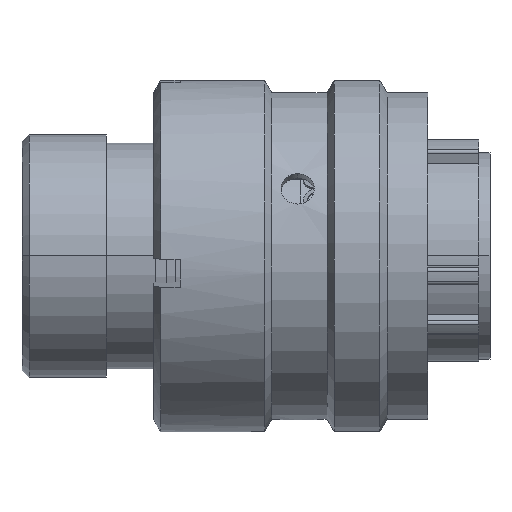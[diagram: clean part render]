
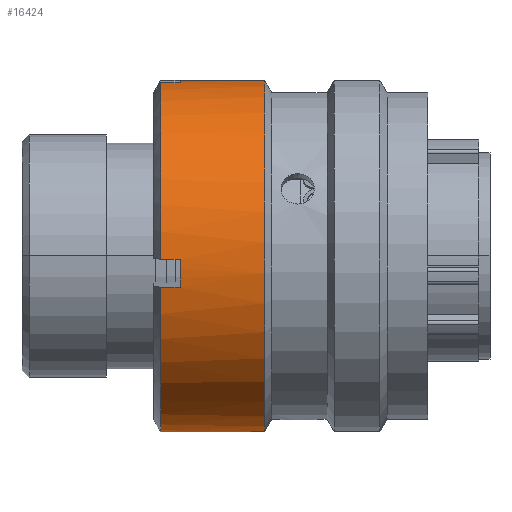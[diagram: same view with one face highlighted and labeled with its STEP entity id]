
A CAD part, top view. The second image highlights one B-rep face of the part: STEP entity #16424.
In plain terms, the highlighted cylindrical face has radius 12.55 mm (diameter 25.1 mm), a partial arc.
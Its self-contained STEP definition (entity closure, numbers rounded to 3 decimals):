
#530 = CARTESIAN_POINT ( 'NONE',  ( 11.278, -0.257, 12.547 ) ) ;
#776 = VERTEX_POINT ( 'NONE', #29028 ) ;
#892 = DIRECTION ( 'NONE',  ( 1., 0., 0. ) ) ;
#982 = EDGE_LOOP ( 'NONE', ( #7698, #22593, #15775, #21850, #23380, #27850, #10925, #30982, #44987, #30675, #34050, #26541 ) ) ;
#1269 = CIRCLE ( 'NONE', #6378, 12.55 ) ;
#1434 = DIRECTION ( 'NONE',  ( 1., 0., 0. ) ) ;
#2499 = DIRECTION ( 'NONE',  ( 0., 0.1, -0.995 ) ) ;
#3055 = DIRECTION ( 'NONE',  ( 1., 0., 0. ) ) ;
#5385 = CARTESIAN_POINT ( 'NONE',  ( 28.928, -12.487, -1.256 ) ) ;
#5691 = DIRECTION ( 'NONE',  ( 1., 0., 0. ) ) ;
#6378 = AXIS2_PLACEMENT_3D ( 'NONE', #26531, #3055, #30424 ) ;
#6519 = EDGE_CURVE ( 'NONE', #15897, #28945, #30957, .T. ) ;
#6839 = EDGE_CURVE ( 'NONE', #46788, #48810, #46935, .T. ) ;
#7129 = FACE_OUTER_BOUND ( 'NONE', #982, .T. ) ;
#7509 = CARTESIAN_POINT ( 'NONE',  ( 9.878, 12.347, 2.247 ) ) ;
#7642 = EDGE_CURVE ( 'NONE', #35615, #776, #10603, .T. ) ;
#7644 = CARTESIAN_POINT ( 'NONE',  ( 11.278, 12.347, 2.247 ) ) ;
#7698 = ORIENTED_EDGE ( 'NONE', *, *, #6519, .T. ) ;
#8871 = LINE ( 'NONE', #49985, #18134 ) ;
#9166 = CARTESIAN_POINT ( 'NONE',  ( 28.928, -2.247, 12.347 ) ) ;
#9500 = EDGE_CURVE ( 'NONE', #20916, #15897, #12850, .T. ) ;
#10050 = VERTEX_POINT ( 'NONE', #44310 ) ;
#10603 = CIRCLE ( 'NONE', #30563, 12.55 ) ;
#10925 = ORIENTED_EDGE ( 'NONE', *, *, #26372, .T. ) ;
#11770 = CARTESIAN_POINT ( 'NONE',  ( 28.928, -0.257, 12.547 ) ) ;
#12610 = CYLINDRICAL_SURFACE ( 'NONE', #27538, 12.55 ) ;
#12850 = LINE ( 'NONE', #20009, #42945 ) ;
#12973 = CARTESIAN_POINT ( 'NONE',  ( 28.928, 0., 0. ) ) ;
#13395 = DIRECTION ( 'NONE',  ( 1., 0., 0. ) ) ;
#14803 = VECTOR ( 'NONE', #1434, 1000. ) ;
#14820 = LINE ( 'NONE', #9166, #35650 ) ;
#14982 = EDGE_CURVE ( 'NONE', #37624, #10050, #25853, .T. ) ;
#15775 = ORIENTED_EDGE ( 'NONE', *, *, #7642, .F. ) ;
#15897 = VERTEX_POINT ( 'NONE', #19278 ) ;
#16424 = ADVANCED_FACE ( 'NONE', ( #7129 ), #12610, .T. ) ;
#16913 = DIRECTION ( 'NONE',  ( -1., 0., 0. ) ) ;
#18134 = VECTOR ( 'NONE', #34329, 1000. ) ;
#19161 = CARTESIAN_POINT ( 'NONE',  ( 11.278, -12.487, -1.256 ) ) ;
#19278 = CARTESIAN_POINT ( 'NONE',  ( 11.278, -12.547, -0.257 ) ) ;
#19436 = DIRECTION ( 'NONE',  ( 1., 0., 0. ) ) ;
#19610 = CARTESIAN_POINT ( 'NONE',  ( 9.878, 0., 0. ) ) ;
#20009 = CARTESIAN_POINT ( 'NONE',  ( 28.928, -12.547, -0.257 ) ) ;
#20705 = VERTEX_POINT ( 'NONE', #23096 ) ;
#20742 = VERTEX_POINT ( 'NONE', #7509 ) ;
#20916 = VERTEX_POINT ( 'NONE', #47820 ) ;
#21372 = EDGE_CURVE ( 'NONE', #26794, #20916, #50339, .T. ) ;
#21850 = ORIENTED_EDGE ( 'NONE', *, *, #24142, .F. ) ;
#22593 = ORIENTED_EDGE ( 'NONE', *, *, #47993, .T. ) ;
#23096 = CARTESIAN_POINT ( 'NONE',  ( 9.878, -0.257, 12.547 ) ) ;
#23380 = ORIENTED_EDGE ( 'NONE', *, *, #6839, .T. ) ;
#23524 = DIRECTION ( 'NONE',  ( 0., 0.995, 0.1 ) ) ;
#23561 = DIRECTION ( 'NONE',  ( 1., 0., 0. ) ) ;
#24142 = EDGE_CURVE ( 'NONE', #46788, #35615, #28600, .T. ) ;
#24355 = CARTESIAN_POINT ( 'NONE',  ( 11.278, 0., 0. ) ) ;
#25853 = CIRCLE ( 'NONE', #48828, 12.55 ) ;
#25972 = DIRECTION ( 'NONE',  ( 1., 0., 0. ) ) ;
#26372 = EDGE_CURVE ( 'NONE', #20742, #20705, #1269, .T. ) ;
#26531 = CARTESIAN_POINT ( 'NONE',  ( 9.878, 0., 0. ) ) ;
#26541 = ORIENTED_EDGE ( 'NONE', *, *, #9500, .T. ) ;
#26794 = VERTEX_POINT ( 'NONE', #41428 ) ;
#27538 = AXIS2_PLACEMENT_3D ( 'NONE', #12973, #32328, #32683 ) ;
#27725 = CARTESIAN_POINT ( 'NONE',  ( 11.278, 12.487, 1.256 ) ) ;
#27850 = ORIENTED_EDGE ( 'NONE', *, *, #38457, .T. ) ;
#28315 = DIRECTION ( 'NONE',  ( 0., -0.1, 0.995 ) ) ;
#28600 = LINE ( 'NONE', #33094, #39031 ) ;
#28945 = VERTEX_POINT ( 'NONE', #19161 ) ;
#29028 = CARTESIAN_POINT ( 'NONE',  ( 17.298, -12.487, -1.256 ) ) ;
#30424 = DIRECTION ( 'NONE',  ( 0., 0.995, 0.1 ) ) ;
#30563 = AXIS2_PLACEMENT_3D ( 'NONE', #36863, #13395, #40846 ) ;
#30675 = ORIENTED_EDGE ( 'NONE', *, *, #43329, .T. ) ;
#30957 = CIRCLE ( 'NONE', #38413, 12.55 ) ;
#30982 = ORIENTED_EDGE ( 'NONE', *, *, #32304, .T. ) ;
#32304 = EDGE_CURVE ( 'NONE', #20705, #37624, #44551, .T. ) ;
#32328 = DIRECTION ( 'NONE',  ( 1., 0., 0. ) ) ;
#32683 = DIRECTION ( 'NONE',  ( 0., 0.995, 0.1 ) ) ;
#33094 = CARTESIAN_POINT ( 'NONE',  ( 28.928, 12.487, 1.256 ) ) ;
#34050 = ORIENTED_EDGE ( 'NONE', *, *, #21372, .T. ) ;
#34058 = VECTOR ( 'NONE', #23561, 1000. ) ;
#34329 = DIRECTION ( 'NONE',  ( -1., 0., 0. ) ) ;
#35615 = VERTEX_POINT ( 'NONE', #46138 ) ;
#35650 = VECTOR ( 'NONE', #16913, 1000. ) ;
#36857 = LINE ( 'NONE', #5385, #14803 ) ;
#36863 = CARTESIAN_POINT ( 'NONE',  ( 17.298, 0., 0. ) ) ;
#37624 = VERTEX_POINT ( 'NONE', #530 ) ;
#38413 = AXIS2_PLACEMENT_3D ( 'NONE', #49527, #25972, #2499 ) ;
#38457 = EDGE_CURVE ( 'NONE', #48810, #20742, #8871, .T. ) ;
#39031 = VECTOR ( 'NONE', #5691, 1000. ) ;
#39556 = DIRECTION ( 'NONE',  ( 1., 0., 0. ) ) ;
#40846 = DIRECTION ( 'NONE',  ( 0., 0.995, 0.1 ) ) ;
#41428 = CARTESIAN_POINT ( 'NONE',  ( 9.878, -2.247, 12.347 ) ) ;
#41766 = AXIS2_PLACEMENT_3D ( 'NONE', #24355, #892, #28315 ) ;
#42945 = VECTOR ( 'NONE', #39556, 1000. ) ;
#42967 = CARTESIAN_POINT ( 'NONE',  ( 11.278, 0., 0. ) ) ;
#43329 = EDGE_CURVE ( 'NONE', #10050, #26794, #14820, .T. ) ;
#44310 = CARTESIAN_POINT ( 'NONE',  ( 11.278, -2.247, 12.347 ) ) ;
#44551 = LINE ( 'NONE', #11770, #34058 ) ;
#44987 = ORIENTED_EDGE ( 'NONE', *, *, #14982, .T. ) ;
#46138 = CARTESIAN_POINT ( 'NONE',  ( 17.298, 12.487, 1.256 ) ) ;
#46788 = VERTEX_POINT ( 'NONE', #27725 ) ;
#46907 = DIRECTION ( 'NONE',  ( 0., -0.995, -0.1 ) ) ;
#46935 = CIRCLE ( 'NONE', #41766, 12.55 ) ;
#47092 = DIRECTION ( 'NONE',  ( 1., 0., 0. ) ) ;
#47820 = CARTESIAN_POINT ( 'NONE',  ( 9.878, -12.547, -0.257 ) ) ;
#47993 = EDGE_CURVE ( 'NONE', #28945, #776, #36857, .T. ) ;
#48810 = VERTEX_POINT ( 'NONE', #7644 ) ;
#48828 = AXIS2_PLACEMENT_3D ( 'NONE', #42967, #19436, #46907 ) ;
#49527 = CARTESIAN_POINT ( 'NONE',  ( 11.278, 0., 0. ) ) ;
#49985 = CARTESIAN_POINT ( 'NONE',  ( 28.928, 12.347, 2.247 ) ) ;
#50339 = CIRCLE ( 'NONE', #50345, 12.55 ) ;
#50345 = AXIS2_PLACEMENT_3D ( 'NONE', #19610, #47092, #23524 ) ;
